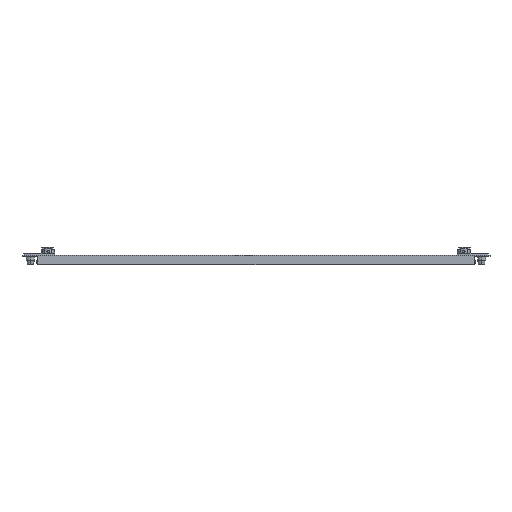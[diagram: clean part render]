
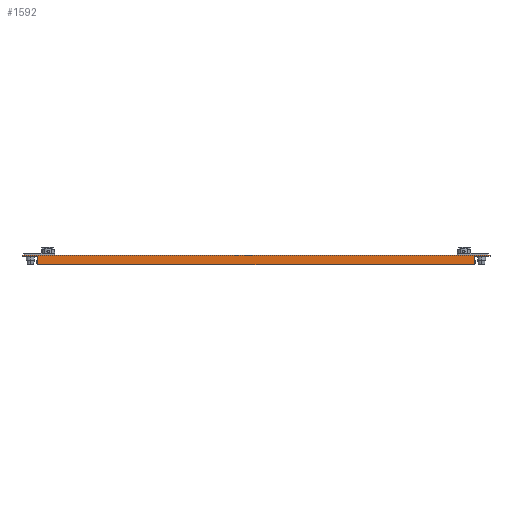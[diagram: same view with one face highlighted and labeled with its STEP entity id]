
A CAD part, front view. The second image highlights one B-rep face of the part: STEP entity #1592.
In plain terms, the highlighted planar face has unit normal (0, -1, 0).
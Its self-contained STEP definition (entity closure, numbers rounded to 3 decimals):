
#97=DIRECTION('',(1.,0.,0.));
#98=VECTOR('',#97,17.);
#99=CARTESIAN_POINT('',(0.,-100.,0.));
#100=LINE('',#99,#98);
#118=DIRECTION('',(1.,0.,0.));
#119=VECTOR('',#118,17.);
#120=CARTESIAN_POINT('',(483.,-100.,0.));
#121=LINE('',#120,#119);
#327=DIRECTION('',(-1.,0.,0.));
#328=VECTOR('',#327,500.);
#329=CARTESIAN_POINT('',(500.,-100.,1.));
#330=LINE('',#329,#328);
#683=DIRECTION('',(0.,0.,-1.));
#684=VECTOR('',#683,1.);
#685=CARTESIAN_POINT('',(0.,-100.,1.));
#686=LINE('',#685,#684);
#704=DIRECTION('',(0.,0.,-1.));
#705=VECTOR('',#704,1.);
#706=CARTESIAN_POINT('',(500.,-100.,1.));
#707=LINE('',#706,#705);
#711=DIRECTION('',(0.,0.,-1.));
#712=VECTOR('',#711,9.);
#713=CARTESIAN_POINT('',(483.,-100.,0.));
#714=LINE('',#713,#712);
#718=DIRECTION('',(-1.,0.,0.));
#719=VECTOR('',#718,466.);
#720=CARTESIAN_POINT('',(483.,-100.,-9.));
#721=LINE('',#720,#719);
#760=DIRECTION('',(0.,0.,-1.));
#761=VECTOR('',#760,9.);
#762=CARTESIAN_POINT('',(17.,-100.,0.));
#763=LINE('',#762,#761);
#1054=CARTESIAN_POINT('',(500.,-100.,0.));
#1056=VERTEX_POINT('',#1054);
#1068=CARTESIAN_POINT('',(0.,-100.,0.));
#1069=VERTEX_POINT('',#1068);
#1070=CARTESIAN_POINT('',(17.,-100.,0.));
#1071=VERTEX_POINT('',#1070);
#1076=CARTESIAN_POINT('',(483.,-100.,0.));
#1077=VERTEX_POINT('',#1076);
#1158=CARTESIAN_POINT('',(500.,-100.,1.));
#1159=VERTEX_POINT('',#1158);
#1160=CARTESIAN_POINT('',(0.,-100.,1.));
#1161=VERTEX_POINT('',#1160);
#1222=CARTESIAN_POINT('',(483.,-100.,-9.));
#1223=VERTEX_POINT('',#1222);
#1224=CARTESIAN_POINT('',(17.,-100.,-9.));
#1225=VERTEX_POINT('',#1224);
#1574=CARTESIAN_POINT('',(0.,-100.,1.));
#1575=DIRECTION('',(0.,-1.,0.));
#1576=DIRECTION('',(1.,0.,0.));
#1577=AXIS2_PLACEMENT_3D('',#1574,#1575,#1576);
#1578=PLANE('',#1577);
#1579=ORIENTED_EDGE('',*,*,#1391,.F.);
#1580=ORIENTED_EDGE('',*,*,#1378,.T.);
#1581=ORIENTED_EDGE('',*,*,#1273,.F.);
#1583=ORIENTED_EDGE('',*,*,#1582,.T.);
#1585=ORIENTED_EDGE('',*,*,#1584,.T.);
#1587=ORIENTED_EDGE('',*,*,#1586,.F.);
#1588=ORIENTED_EDGE('',*,*,#1265,.F.);
#1589=ORIENTED_EDGE('',*,*,#1567,.F.);
#1590=EDGE_LOOP('',(#1579,#1580,#1581,#1583,#1585,#1587,#1588,#1589));
#1591=FACE_OUTER_BOUND('',#1590,.F.);
#1265=EDGE_CURVE('',#1069,#1071,#100,.T.);
#1273=EDGE_CURVE('',#1077,#1056,#121,.T.);
#1378=EDGE_CURVE('',#1159,#1056,#707,.T.);
#1391=EDGE_CURVE('',#1159,#1161,#330,.T.);
#1567=EDGE_CURVE('',#1161,#1069,#686,.T.);
#1582=EDGE_CURVE('',#1077,#1223,#714,.T.);
#1584=EDGE_CURVE('',#1223,#1225,#721,.T.);
#1586=EDGE_CURVE('',#1071,#1225,#763,.T.);
#1592=ADVANCED_FACE('',(#1591),#1578,.T.);
